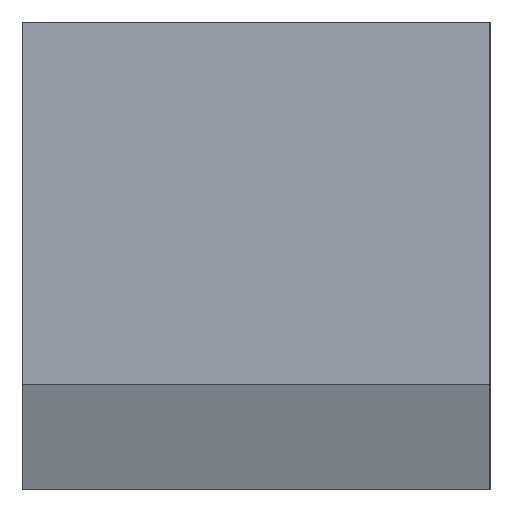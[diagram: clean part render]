
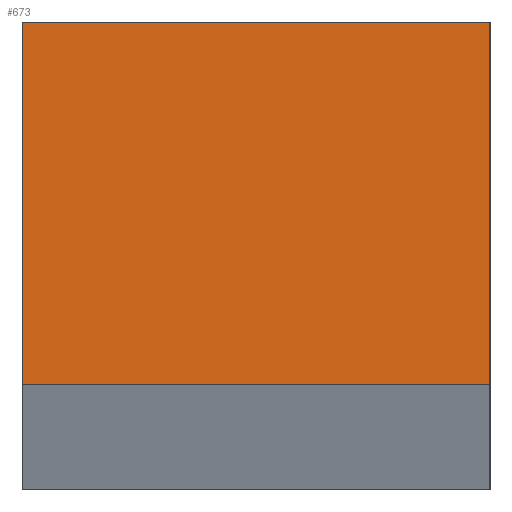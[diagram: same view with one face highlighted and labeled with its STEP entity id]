
A CAD part, left-side view. The second image highlights one B-rep face of the part: STEP entity #673.
In plain terms, the highlighted planar face has unit normal (-1, 0, 0).
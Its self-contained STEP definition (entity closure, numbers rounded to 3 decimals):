
#673=ADVANCED_FACE('NONE',(#1660),#1661,.F.);
#1660=FACE_OUTER_BOUND('',#2958,.T.);
#1661=PLANE('',#2959);
#2958=EDGE_LOOP('',(#5643,#5644,#5645,#5646));
#2959=AXIS2_PLACEMENT_3D('',#5647,#5648,#5649);
#5643=ORIENTED_EDGE('',*,*,#9391,.F.);
#5644=ORIENTED_EDGE('',*,*,#8216,.F.);
#5645=ORIENTED_EDGE('',*,*,#9392,.F.);
#5646=ORIENTED_EDGE('',*,*,#9065,.T.);
#5647=CARTESIAN_POINT('',(0.0,0.0,30.0));
#5648=DIRECTION('',(1.0,0.0,0.0));
#5649=DIRECTION('',(0.0,1.0,-0.0));
#8216=EDGE_CURVE('NONE',#9934,#9936,#9937,.T.);
#9065=EDGE_CURVE('NONE',#11633,#11631,#11634,.T.);
#9391=EDGE_CURVE('NONE',#9936,#11631,#11962,.T.);
#9392=EDGE_CURVE('NONE',#11633,#9934,#11963,.T.);
#9934=VERTEX_POINT('NONE',#12508);
#9936=VERTEX_POINT('NONE',#12511);
#9937=LINE('',#12512,#12513);
#11631=VERTEX_POINT('NONE',#15053);
#11633=VERTEX_POINT('NONE',#15056);
#11634=LINE('',#15057,#15058);
#11962=LINE('',#15603,#15604);
#11963=LINE('',#15605,#15606);
#12508=CARTESIAN_POINT('',(0.0,0.0,30.0));
#12511=CARTESIAN_POINT('',(0.0,0.0,6.75));
#12512=CARTESIAN_POINT('',(0.0,0.0,30.0));
#12513=VECTOR('',#16356,1000.0);
#15053=CARTESIAN_POINT('',(0.0,30.0,6.75));
#15056=CARTESIAN_POINT('',(0.0,30.0,30.0));
#15057=CARTESIAN_POINT('',(0.0,30.0,30.0));
#15058=VECTOR('',#17204,1000.0);
#15603=CARTESIAN_POINT('',(0.0,0.0,6.75));
#15604=VECTOR('',#17422,1000.0);
#15605=CARTESIAN_POINT('',(0.0,0.0,30.0));
#15606=VECTOR('',#17423,1000.0);
#16356=DIRECTION('',(-0.0,-0.0,-1.0));
#17204=DIRECTION('',(-0.0,-0.0,-1.0));
#17422=DIRECTION('',(0.0,1.0,0.0));
#17423=DIRECTION('',(-0.0,-1.0,-0.0));
